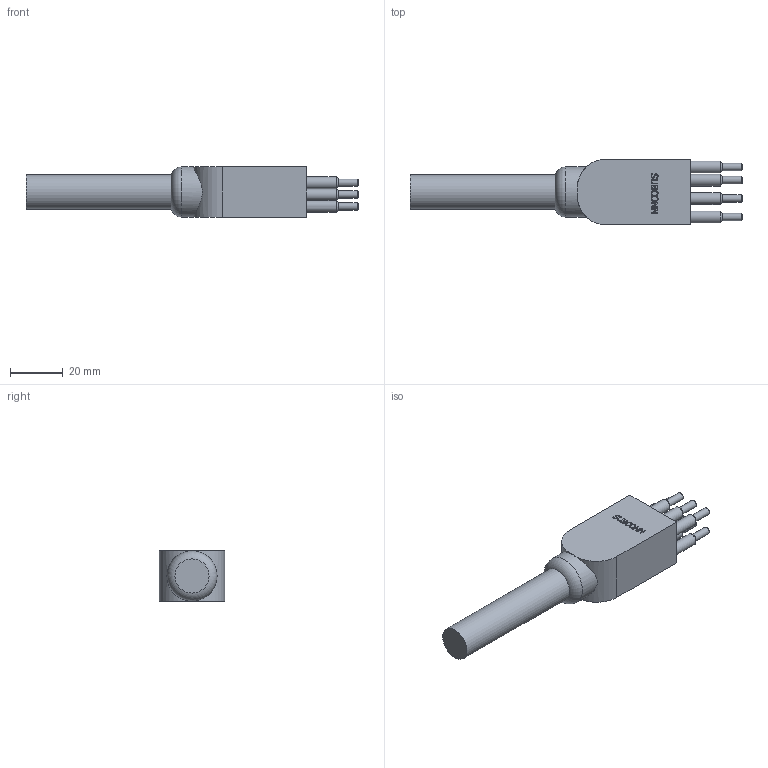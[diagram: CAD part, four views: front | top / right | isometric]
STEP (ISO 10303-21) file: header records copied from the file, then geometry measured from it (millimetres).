
FILE_DESCRIPTION(/* description */ ('LPIL 7M Subconn Conn'),/* implementation_level */ '2;1');
FILE_NAME(/* name */ 'LPIL 7M.stp',/* time_stamp */ '2014-11-14T13:58:18+01:00',/* author */ ('sh'),/* organization */ (''),/* preprocessor_version */ 'ST-DEVELOPER v15.2',/* originating_system */ 'Autodesk Inventor 2014',/* authorisation */ '');
FILE_SCHEMA (('AUTOMOTIVE_DESIGN { 1 0 10303 214 3 1 1 }'));
Length unit declared in the file: millimetre
Products named in the file (1): LPIL 7M
Bounding box: 126 x 25 x 19 mm (x, y, z)
Volume: 30760.6 mm3; surface area: 8809.1 mm2
Topology: 1 solids, 1 shells, 305 faces, 791 edges, 521 vertices
Faces by surface type: plane 141, bspline 131, cylinder 18, cone 14, torus 1
Full cylindrical faces by diameter (mm): 2.8 x7, 4.5 x7, 13 x1, 19 x1
Entity records: 10410 total; most frequent: CARTESIAN_POINT 3733, ORIENTED_EDGE 1520, DIRECTION 899, EDGE_CURVE 760, VERTEX_POINT 521, LINE 443, VECTOR 443, EDGE_LOOP 369
